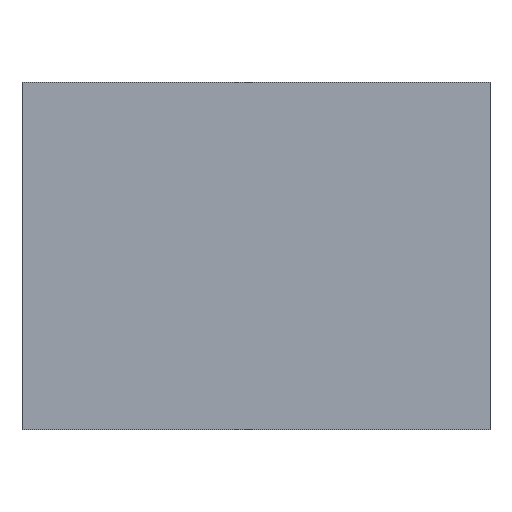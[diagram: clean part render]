
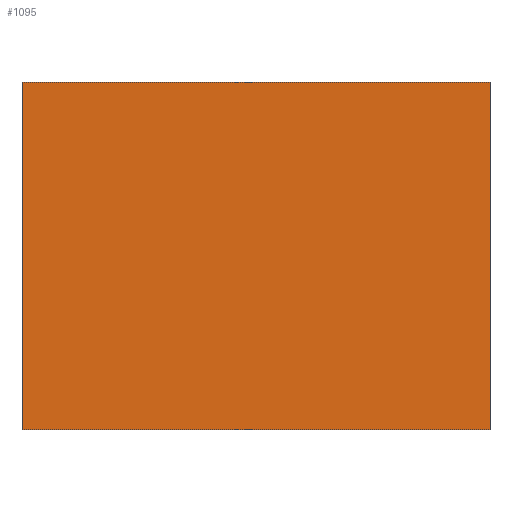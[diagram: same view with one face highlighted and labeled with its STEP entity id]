
A CAD part, top view. The second image highlights one B-rep face of the part: STEP entity #1095.
In plain terms, the highlighted planar face has unit normal (0, 0, 1).
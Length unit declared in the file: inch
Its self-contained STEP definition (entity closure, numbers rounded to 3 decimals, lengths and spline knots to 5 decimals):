
#55=FACE_OUTER_BOUND('',#112,.T.);
#112=EDGE_LOOP('',(#886,#887,#888,#889));
#196=LINE('',#1584,#349);
#241=LINE('',#1689,#394);
#242=LINE('',#1691,#395);
#243=LINE('',#1692,#396);
#349=VECTOR('',#1276,0.3937);
#394=VECTOR('',#1365,0.3937);
#395=VECTOR('',#1366,0.3937);
#396=VECTOR('',#1367,0.3937);
#491=VERTEX_POINT('',#1581);
#492=VERTEX_POINT('',#1583);
#515=VERTEX_POINT('',#1688);
#516=VERTEX_POINT('',#1690);
#600=EDGE_CURVE('',#491,#492,#196,.T.);
#647=EDGE_CURVE('',#491,#515,#241,.T.);
#648=EDGE_CURVE('',#515,#516,#242,.T.);
#649=EDGE_CURVE('',#492,#516,#243,.T.);
#886=ORIENTED_EDGE('',*,*,#647,.T.);
#887=ORIENTED_EDGE('',*,*,#648,.T.);
#888=ORIENTED_EDGE('',*,*,#649,.F.);
#889=ORIENTED_EDGE('',*,*,#600,.F.);
#1041=PLANE('',#1165);
#1095=ADVANCED_FACE('',(#55),#1041,.T.);
#1165=AXIS2_PLACEMENT_3D('',#1687,#1363,#1364);
#1276=DIRECTION('',(0.,1.,0.));
#1363=DIRECTION('center_axis',(0.,0.,1.));
#1364=DIRECTION('ref_axis',(1.,0.,0.));
#1365=DIRECTION('',(1.,0.,0.));
#1366=DIRECTION('',(0.,1.,0.));
#1367=DIRECTION('',(1.,0.,0.));
#1581=CARTESIAN_POINT('',(-3.8033,-1.5,1.2));
#1583=CARTESIAN_POINT('',(-3.8033,3.,1.2));
#1584=CARTESIAN_POINT('',(-3.8033,-1.5,1.2));
#1687=CARTESIAN_POINT('Origin',(0.0133,0.75,1.2));
#1688=CARTESIAN_POINT('',(2.2633,-1.5,1.2));
#1689=CARTESIAN_POINT('',(-2.2367,-1.5,1.2));
#1690=CARTESIAN_POINT('',(2.2633,3.,1.2));
#1691=CARTESIAN_POINT('',(2.2633,-1.5,1.2));
#1692=CARTESIAN_POINT('',(-3.8033,3.,1.2));
